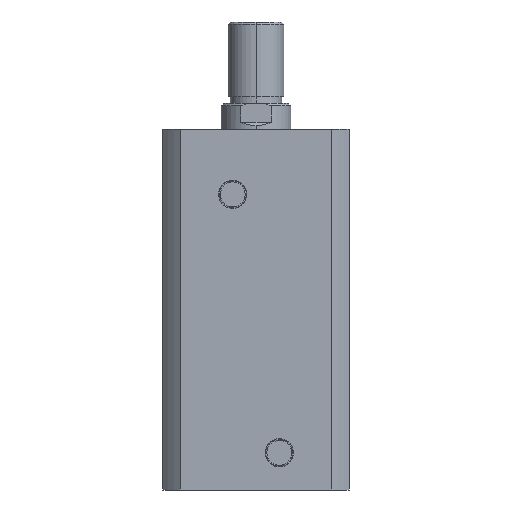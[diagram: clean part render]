
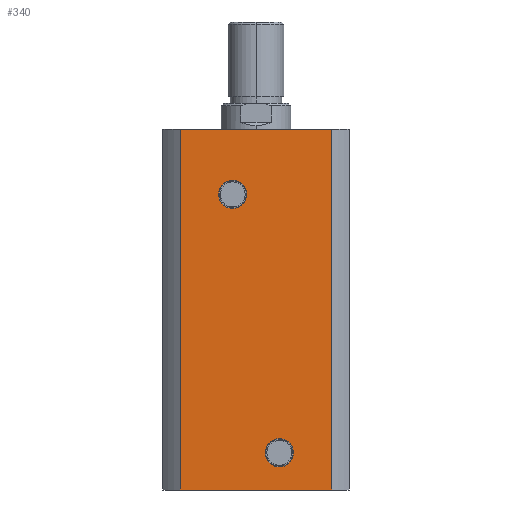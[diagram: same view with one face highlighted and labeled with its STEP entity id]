
A CAD part, left-side view. The second image highlights one B-rep face of the part: STEP entity #340.
In plain terms, the highlighted planar face has unit normal (-1, 0, 0).
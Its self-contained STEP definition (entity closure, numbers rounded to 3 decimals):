
#340 = ADVANCED_FACE ( 'NONE', ( #1451, #1454, #1448 ), #728, .F. ) ;
#721 = DIRECTION ( 'NONE',  ( 1., 0., 0. ) ) ;
#726 = CARTESIAN_POINT ( 'NONE',  ( -40., 0., 155. ) ) ;
#728 = PLANE ( 'NONE',  #3592 ) ;
#730 = DIRECTION ( 'NONE',  ( 0., 1., 0. ) ) ;
#939 = CARTESIAN_POINT ( 'NONE',  ( -40., 32.438, 155. ) ) ;
#1019 = CARTESIAN_POINT ( 'NONE',  ( -40., 10., 127. ) ) ;
#1020 = DIRECTION ( 'NONE',  ( -1., 0., 0. ) ) ;
#1021 = DIRECTION ( 'NONE',  ( 0., 0., 1. ) ) ;
#1023 = CARTESIAN_POINT ( 'NONE',  ( -40., -10., 16. ) ) ;
#1024 = DIRECTION ( 'NONE',  ( -1., 0., 0. ) ) ;
#1025 = DIRECTION ( 'NONE',  ( 0., 0., 1. ) ) ;
#1073 = CARTESIAN_POINT ( 'NONE',  ( -40., 10., 120.94 ) ) ;
#1080 = CARTESIAN_POINT ( 'NONE',  ( -40., 10., 133.06 ) ) ;
#1099 = CARTESIAN_POINT ( 'NONE',  ( -40., -10., 22.06 ) ) ;
#1102 = CARTESIAN_POINT ( 'NONE',  ( -40., -10., 9.94 ) ) ;
#1318 = DIRECTION ( 'NONE',  ( 0., 0., -1. ) ) ;
#1324 = CARTESIAN_POINT ( 'NONE',  ( -40., 32.438, 155. ) ) ;
#1334 = CARTESIAN_POINT ( 'NONE',  ( -40., 0., 0. ) ) ;
#1335 = DIRECTION ( 'NONE',  ( 0., -1., 0. ) ) ;
#1336 = CARTESIAN_POINT ( 'NONE',  ( -40., -10., 16. ) ) ;
#1337 = DIRECTION ( 'NONE',  ( -1., 0., 0. ) ) ;
#1338 = DIRECTION ( 'NONE',  ( 0., 0., 1. ) ) ;
#1340 = CARTESIAN_POINT ( 'NONE',  ( -40., 0., 155. ) ) ;
#1341 = CARTESIAN_POINT ( 'NONE',  ( -40., 10., 127. ) ) ;
#1342 = DIRECTION ( 'NONE',  ( -1., 0., 0. ) ) ;
#1343 = DIRECTION ( 'NONE',  ( 0., 0., 1. ) ) ;
#1344 = CARTESIAN_POINT ( 'NONE',  ( -40., -32.438, 155. ) ) ;
#1346 = DIRECTION ( 'NONE',  ( 0., 0., -1. ) ) ;
#1347 = DIRECTION ( 'NONE',  ( 0., -1., 0. ) ) ;
#1448 = FACE_OUTER_BOUND ( 'NONE', #2637, .T. ) ;
#1451 = FACE_BOUND ( 'NONE', #2633, .T. ) ;
#1454 = FACE_BOUND ( 'NONE', #2636, .T. ) ;
#1544 = CIRCLE ( 'NONE', #3640, 6.06 ) ;
#1546 = CIRCLE ( 'NONE', #3641, 6.06 ) ;
#1730 = LINE ( 'NONE', #1324, #1732 ) ;
#1731 = LINE ( 'NONE', #1340, #1742 ) ;
#1732 = VECTOR ( 'NONE', #1318, 1000. ) ;
#1733 = CIRCLE ( 'NONE', #3671, 6.06 ) ;
#1734 = CIRCLE ( 'NONE', #3672, 6.06 ) ;
#1735 = LINE ( 'NONE', #1334, #1737 ) ;
#1736 = LINE ( 'NONE', #1344, #1740 ) ;
#1737 = VECTOR ( 'NONE', #1335, 1000. ) ;
#1740 = VECTOR ( 'NONE', #1346, 1000. ) ;
#1742 = VECTOR ( 'NONE', #1347, 1000. ) ;
#1973 = ORIENTED_EDGE ( 'NONE', *, *, #2689, .F. ) ;
#2001 = ORIENTED_EDGE ( 'NONE', *, *, #3315, .F. ) ;
#2319 = CARTESIAN_POINT ( 'NONE',  ( -40., 32.438, 0. ) ) ;
#2321 = CARTESIAN_POINT ( 'NONE',  ( -40., -32.438, 0. ) ) ;
#2322 = CARTESIAN_POINT ( 'NONE',  ( -40., -32.438, 155. ) ) ;
#2553 = VERTEX_POINT ( 'NONE', #939 ) ;
#2633 = EDGE_LOOP ( 'NONE', ( #2001, #1973 ) ) ;
#2636 = EDGE_LOOP ( 'NONE', ( #3168, #3161 ) ) ;
#2637 = EDGE_LOOP ( 'NONE', ( #3162, #3164, #3160, #3166 ) ) ;
#2688 = EDGE_CURVE ( 'NONE', #2742, #2749, #1544, .T. ) ;
#2689 = EDGE_CURVE ( 'NONE', #2771, #2768, #1546, .T. ) ;
#2742 = VERTEX_POINT ( 'NONE', #1073 ) ;
#2749 = VERTEX_POINT ( 'NONE', #1080 ) ;
#2768 = VERTEX_POINT ( 'NONE', #1099 ) ;
#2771 = VERTEX_POINT ( 'NONE', #1102 ) ;
#3160 = ORIENTED_EDGE ( 'NONE', *, *, #3319, .F. ) ;
#3161 = ORIENTED_EDGE ( 'NONE', *, *, #2688, .F. ) ;
#3162 = ORIENTED_EDGE ( 'NONE', *, *, #3317, .T. ) ;
#3164 = ORIENTED_EDGE ( 'NONE', *, *, #3318, .F. ) ;
#3166 = ORIENTED_EDGE ( 'NONE', *, *, #3313, .T. ) ;
#3168 = ORIENTED_EDGE ( 'NONE', *, *, #3316, .F. ) ;
#3313 = EDGE_CURVE ( 'NONE', #2553, #3445, #1730, .T. ) ;
#3315 = EDGE_CURVE ( 'NONE', #2768, #2771, #1733, .T. ) ;
#3316 = EDGE_CURVE ( 'NONE', #2749, #2742, #1734, .T. ) ;
#3317 = EDGE_CURVE ( 'NONE', #3445, #3449, #1735, .T. ) ;
#3318 = EDGE_CURVE ( 'NONE', #3451, #3449, #1736, .T. ) ;
#3319 = EDGE_CURVE ( 'NONE', #2553, #3451, #1731, .T. ) ;
#3445 = VERTEX_POINT ( 'NONE', #2319 ) ;
#3449 = VERTEX_POINT ( 'NONE', #2321 ) ;
#3451 = VERTEX_POINT ( 'NONE', #2322 ) ;
#3592 = AXIS2_PLACEMENT_3D ( 'NONE', #726, #721, #730 ) ;
#3640 = AXIS2_PLACEMENT_3D ( 'NONE', #1019, #1020, #1021 ) ;
#3641 = AXIS2_PLACEMENT_3D ( 'NONE', #1023, #1024, #1025 ) ;
#3671 = AXIS2_PLACEMENT_3D ( 'NONE', #1336, #1337, #1338 ) ;
#3672 = AXIS2_PLACEMENT_3D ( 'NONE', #1341, #1342, #1343 ) ;
